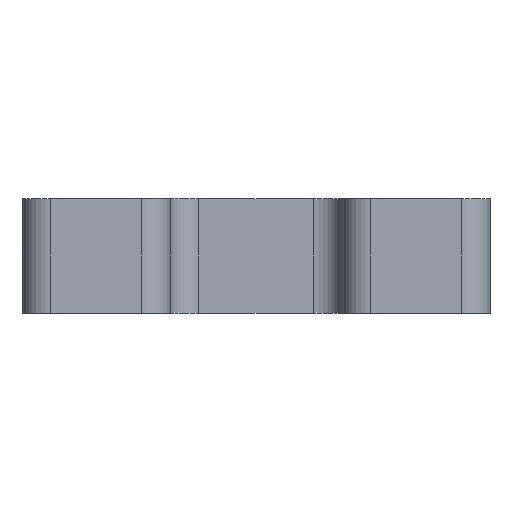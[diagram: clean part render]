
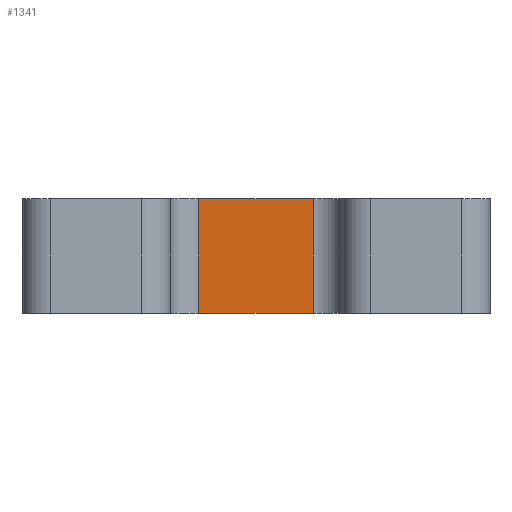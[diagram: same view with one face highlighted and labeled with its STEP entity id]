
A CAD part, front view. The second image highlights one B-rep face of the part: STEP entity #1341.
In plain terms, the highlighted planar face has unit normal (0, -1, 0).
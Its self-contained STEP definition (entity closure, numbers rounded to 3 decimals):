
#30=PLANE('',#1439);
#71=FACE_OUTER_BOUND('',#141,.T.);
#141=EDGE_LOOP('',(#933,#934,#935,#936));
#225=LINE('',#2030,#357);
#234=LINE('',#2057,#366);
#236=LINE('',#2062,#368);
#237=LINE('',#2063,#369);
#357=VECTOR('',#1609,10.);
#366=VECTOR('',#1632,10.);
#368=VECTOR('',#1638,10.);
#369=VECTOR('',#1639,10.);
#563=VERTEX_POINT('',#2023);
#566=VERTEX_POINT('',#2028);
#576=VERTEX_POINT('',#2054);
#577=VERTEX_POINT('',#2056);
#707=EDGE_CURVE('',#566,#563,#225,.T.);
#719=EDGE_CURVE('',#576,#577,#234,.T.);
#722=EDGE_CURVE('',#577,#566,#236,.T.);
#723=EDGE_CURVE('',#576,#563,#237,.T.);
#933=ORIENTED_EDGE('',*,*,#707,.F.);
#934=ORIENTED_EDGE('',*,*,#722,.F.);
#935=ORIENTED_EDGE('',*,*,#719,.F.);
#936=ORIENTED_EDGE('',*,*,#723,.T.);
#1341=ADVANCED_FACE('',(#71),#30,.T.);
#1439=AXIS2_PLACEMENT_3D('',#2061,#1636,#1637);
#1609=DIRECTION('',(0.,0.,1.));
#1632=DIRECTION('',(0.,0.,-1.));
#1636=DIRECTION('center_axis',(0.,-1.,0.));
#1637=DIRECTION('ref_axis',(-1.,0.,0.));
#1638=DIRECTION('',(-1.,0.,0.));
#1639=DIRECTION('',(-1.,0.,0.));
#2023=CARTESIAN_POINT('',(208.2,463.572,522.468));
#2028=CARTESIAN_POINT('',(208.2,463.572,510.468));
#2030=CARTESIAN_POINT('',(208.2,463.572,522.468));
#2054=CARTESIAN_POINT('',(220.2,463.572,522.468));
#2056=CARTESIAN_POINT('',(220.2,463.572,510.468));
#2057=CARTESIAN_POINT('',(220.2,463.572,522.468));
#2061=CARTESIAN_POINT('Origin',(223.2,463.572,522.468));
#2062=CARTESIAN_POINT('',(223.2,463.572,510.468));
#2063=CARTESIAN_POINT('',(223.2,463.572,522.468));
